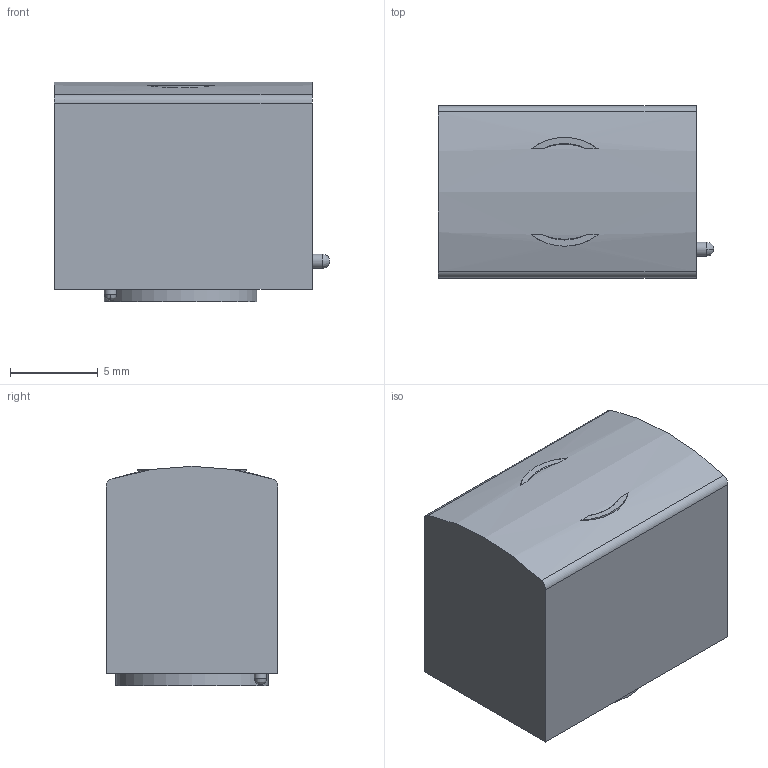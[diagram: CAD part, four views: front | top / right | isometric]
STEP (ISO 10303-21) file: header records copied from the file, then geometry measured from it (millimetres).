
FILE_DESCRIPTION(/* description */ (''),/* implementation_level */ '2;1');
FILE_NAME(/* name */ '00735435_MAGNETPLATTE_VUVG-0_5.ipt.step',/* time_stamp */ '2014-01-01T17:41:37-08:00',/* author */ ('s-2512170'),/* organization */ (''),/* preprocessor_version */ 'ST-DEVELOPER v15.2',/* originating_system */ 'Autodesk Inventor 2014',/* authorisation */ '');
FILE_SCHEMA (('AUTOMOTIVE_DESIGN { 1 0 10303 214 3 1 1 }'));
Length unit declared in the file: millimetre
Products named in the file (1): 00735435_MAGNETPLATTE_VUVG-0_5
Bounding box: 15.7 x 9.8 x 12.5 mm (x, y, z)
Volume: 1680.3 mm3; surface area: 900.3 mm2
Topology: 1 solids, 1 shells, 33 faces, 72 edges, 48 vertices
Faces by surface type: plane 13, cylinder 12, bspline 6, cone 2
Full cylindrical faces by diameter (mm): 0.7 x2, 0.8 x1, 4.7 x1, 6 x1, 7.4 x1, 8.7 x1
Entity records: 1569 total; most frequent: CARTESIAN_POINT 814, DIRECTION 154, ORIENTED_EDGE 126, AXIS2_PLACEMENT_3D 69, EDGE_CURVE 63, EDGE_LOOP 49, VERTEX_POINT 48, CIRCLE 41
